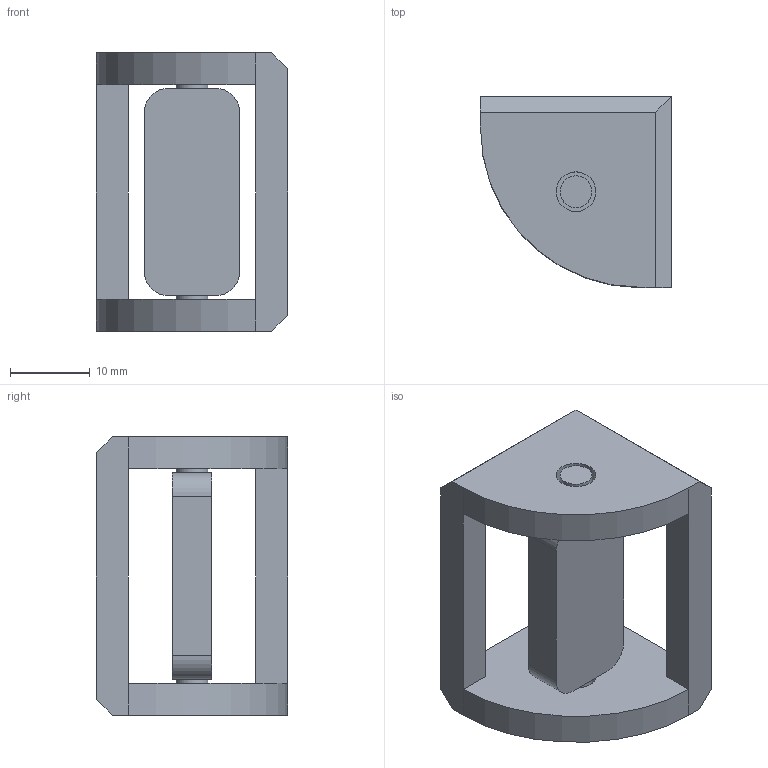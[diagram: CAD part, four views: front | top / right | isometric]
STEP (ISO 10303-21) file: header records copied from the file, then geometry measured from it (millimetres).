
FILE_DESCRIPTION(/* description */ (''),/* implementation_level */ '2;1');
FILE_NAME(/* name */ '16-3.stp',/* time_stamp */ '2021-09-25T11:49:28+09:00',/* author */ ('서울공업고등학교'),/* organization */ (''),/* preprocessor_version */ 'ST-DEVELOPER v18.1',/* originating_system */ 'Autodesk Inventor 2022',/* authorisation */ '');
FILE_SCHEMA (('AUTOMOTIVE_DESIGN { 1 0 10303 214 3 1 1 }'));
Length unit declared in the file: millimetre
Products named in the file (3): 16-3; 16-1; 16-2
Assembly tree (2 placements, depth 2):
  16-3
    16-1
    16-2
Bounding box: 24 x 24 x 35 mm (x, y, z)
Volume: 6487.7 mm3; surface area: 4915.7 mm2
Topology: 2 solids, 2 shells, 75 faces, 195 edges, 128 vertices
Faces by surface type: plane 46, bspline 19, cylinder 10
Full cylindrical faces by diameter (mm): 4 x2, 5 x2
Entity records: 2496 total; most frequent: CARTESIAN_POINT 650, ORIENTED_EDGE 390, DIRECTION 299, EDGE_CURVE 195, LINE 137, VECTOR 137, VERTEX_POINT 128, EDGE_LOOP 87
